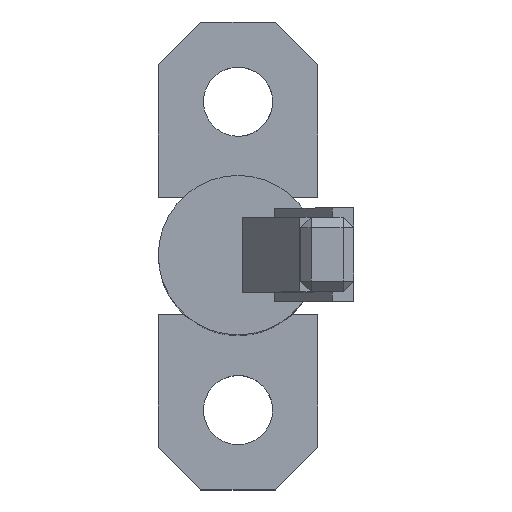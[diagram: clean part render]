
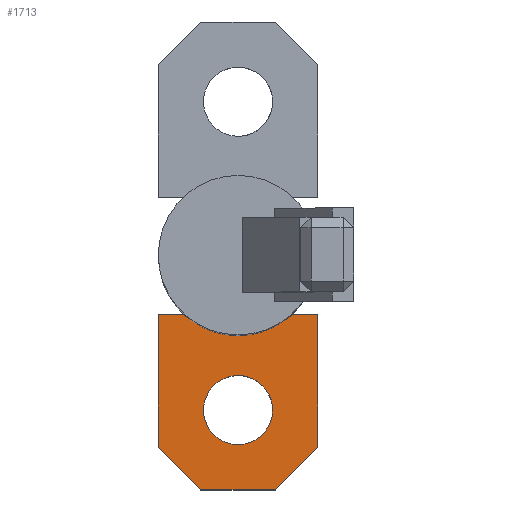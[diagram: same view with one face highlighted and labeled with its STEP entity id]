
A CAD part, top view. The second image highlights one B-rep face of the part: STEP entity #1713.
In plain terms, the highlighted planar face has unit normal (0, 0, 1).
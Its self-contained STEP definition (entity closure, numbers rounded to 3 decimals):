
#1598=AXIS2_PLACEMENT_3D('Circle Axis2P3D',#1596,#1597,$) ;
#1634=AXIS2_PLACEMENT_3D('Plane Axis2P3D',#1631,#1632,#1633) ;
#1596=CARTESIAN_POINT('Axis2P3D Location',(0.,-14.5,-40.)) ;
#1600=CARTESIAN_POINT('Vertex',(0.,-17.75,-40.)) ;
#1602=CARTESIAN_POINT('Vertex',(0.,-11.25,-40.)) ;
#1631=CARTESIAN_POINT('Axis2P3D Location',(-7.5,-5.5,-40.)) ;
#1636=CARTESIAN_POINT('Line Origine',(7.5,-11.75,-40.)) ;
#1640=CARTESIAN_POINT('Vertex',(7.5,-18.,-40.)) ;
#1642=CARTESIAN_POINT('Vertex',(7.5,-5.5,-40.)) ;
#1645=CARTESIAN_POINT('Line Origine',(0.,-5.5,-40.)) ;
#1649=CARTESIAN_POINT('Vertex',(-7.5,-5.5,-40.)) ;
#1652=CARTESIAN_POINT('Line Origine',(-7.5,-11.75,-40.)) ;
#1656=CARTESIAN_POINT('Vertex',(-7.5,-18.,-40.)) ;
#1659=CARTESIAN_POINT('Line Origine',(-5.5,-20.,-40.)) ;
#1663=CARTESIAN_POINT('Vertex',(-3.5,-22.,-40.)) ;
#1666=CARTESIAN_POINT('Line Origine',(0.,-22.,-40.)) ;
#1670=CARTESIAN_POINT('Vertex',(3.5,-22.,-40.)) ;
#1673=CARTESIAN_POINT('Line Origine',(5.5,-20.,-40.)) ;
#1687=CARTESIAN_POINT('Control Point',(0.,-11.25,-40.)) ;
#1688=CARTESIAN_POINT('Control Point',(0.353,-11.25,-40.)) ;
#1689=CARTESIAN_POINT('Control Point',(0.707,-11.298,-40.)) ;
#1690=CARTESIAN_POINT('Control Point',(1.051,-11.394,-40.)) ;
#1691=CARTESIAN_POINT('Control Point',(1.705,-11.677,-40.)) ;
#1692=CARTESIAN_POINT('Control Point',(2.261,-12.125,-40.)) ;
#1693=CARTESIAN_POINT('Control Point',(2.506,-12.385,-40.)) ;
#1694=CARTESIAN_POINT('Control Point',(2.919,-12.966,-40.)) ;
#1695=CARTESIAN_POINT('Control Point',(3.163,-13.636,-40.)) ;
#1696=CARTESIAN_POINT('Control Point',(3.238,-13.986,-40.)) ;
#1697=CARTESIAN_POINT('Control Point',(3.292,-14.697,-40.)) ;
#1698=CARTESIAN_POINT('Control Point',(3.154,-15.396,-40.)) ;
#1699=CARTESIAN_POINT('Control Point',(3.038,-15.735,-40.)) ;
#1700=CARTESIAN_POINT('Control Point',(2.716,-16.371,-40.)) ;
#1701=CARTESIAN_POINT('Control Point',(2.236,-16.898,-40.)) ;
#1702=CARTESIAN_POINT('Control Point',(1.962,-17.128,-40.)) ;
#1703=CARTESIAN_POINT('Control Point',(1.424,-17.464,-40.)) ;
#1704=CARTESIAN_POINT('Control Point',(0.823,-17.662,-40.)) ;
#1705=CARTESIAN_POINT('Control Point',(0.551,-17.721,-40.)) ;
#1706=CARTESIAN_POINT('Control Point',(0.276,-17.75,-40.)) ;
#1707=CARTESIAN_POINT('Control Point',(0.,-17.75,-40.)) ;
#1597=DIRECTION('Axis2P3D Direction',(0.,0.,-1.)) ;
#1632=DIRECTION('Axis2P3D Direction',(0.,0.,1.)) ;
#1633=DIRECTION('Axis2P3D XDirection',(0.,-1.,0.)) ;
#1637=DIRECTION('Vector Direction',(0.,1.,0.)) ;
#1646=DIRECTION('Vector Direction',(-1.,0.,0.)) ;
#1653=DIRECTION('Vector Direction',(0.,-1.,0.)) ;
#1660=DIRECTION('Vector Direction',(0.707,-0.707,0.)) ;
#1667=DIRECTION('Vector Direction',(1.,0.,0.)) ;
#1674=DIRECTION('Vector Direction',(0.707,0.707,0.)) ;
#1638=VECTOR('Line Direction',#1637,1.) ;
#1647=VECTOR('Line Direction',#1646,1.) ;
#1654=VECTOR('Line Direction',#1653,1.) ;
#1661=VECTOR('Line Direction',#1660,1.) ;
#1668=VECTOR('Line Direction',#1667,1.) ;
#1675=VECTOR('Line Direction',#1674,1.) ;
#1679=ORIENTED_EDGE('',*,*,#1644,.T.) ;
#1680=ORIENTED_EDGE('',*,*,#1651,.T.) ;
#1681=ORIENTED_EDGE('',*,*,#1658,.T.) ;
#1682=ORIENTED_EDGE('',*,*,#1665,.T.) ;
#1683=ORIENTED_EDGE('',*,*,#1672,.T.) ;
#1684=ORIENTED_EDGE('',*,*,#1677,.T.) ;
#1710=ORIENTED_EDGE('',*,*,#1708,.T.) ;
#1711=ORIENTED_EDGE('',*,*,#1604,.T.) ;
#1712=FACE_BOUND('',#1709,.T.) ;
#1713=ADVANCED_FACE('02_\X2\53D64ED899D2\X0\1',(#1685,#1712),#1635,.T.) ;
#1686=B_SPLINE_CURVE_WITH_KNOTS('',5,(#1687,#1688,#1689,#1690,#1691,#1692,#1693,#1694,#1695,#1696,#1697,#1698,#1699,#1700,#1701,#1702,#1703,#1704,#1705,#1706,#1707),.UNSPECIFIED.,.F.,.U.,(6,3,3,3,3,3,6),(0.,2.498,4.996,7.494,9.992,12.49,14.439),.UNSPECIFIED.) ;
#1599=CIRCLE('generated circle',#1598,3.25) ;
#1604=EDGE_CURVE('',#1601,#1603,#1599,.T.) ;
#1644=EDGE_CURVE('',#1641,#1643,#1639,.T.) ;
#1651=EDGE_CURVE('',#1643,#1650,#1648,.T.) ;
#1658=EDGE_CURVE('',#1650,#1657,#1655,.T.) ;
#1665=EDGE_CURVE('',#1657,#1664,#1662,.T.) ;
#1672=EDGE_CURVE('',#1664,#1671,#1669,.T.) ;
#1677=EDGE_CURVE('',#1671,#1641,#1676,.T.) ;
#1708=EDGE_CURVE('',#1603,#1601,#1686,.T.) ;
#1678=EDGE_LOOP('',(#1679,#1680,#1681,#1682,#1683,#1684)) ;
#1709=EDGE_LOOP('',(#1710,#1711)) ;
#1685=FACE_OUTER_BOUND('',#1678,.T.) ;
#1639=LINE('Line',#1636,#1638) ;
#1648=LINE('Line',#1645,#1647) ;
#1655=LINE('Line',#1652,#1654) ;
#1662=LINE('Line',#1659,#1661) ;
#1669=LINE('Line',#1666,#1668) ;
#1676=LINE('Line',#1673,#1675) ;
#1635=PLANE('Plane',#1634) ;
#1601=VERTEX_POINT('',#1600) ;
#1603=VERTEX_POINT('',#1602) ;
#1641=VERTEX_POINT('',#1640) ;
#1643=VERTEX_POINT('',#1642) ;
#1650=VERTEX_POINT('',#1649) ;
#1657=VERTEX_POINT('',#1656) ;
#1664=VERTEX_POINT('',#1663) ;
#1671=VERTEX_POINT('',#1670) ;
